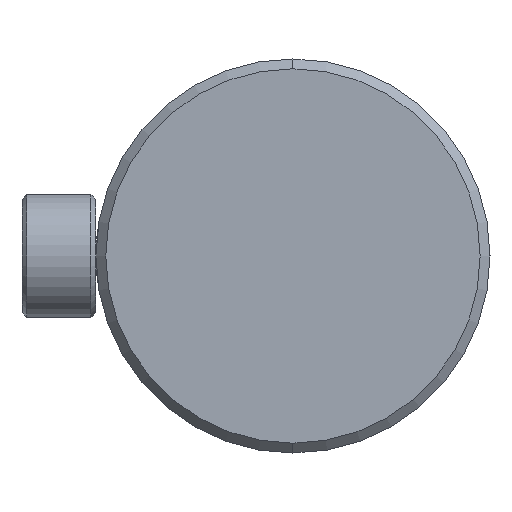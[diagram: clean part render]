
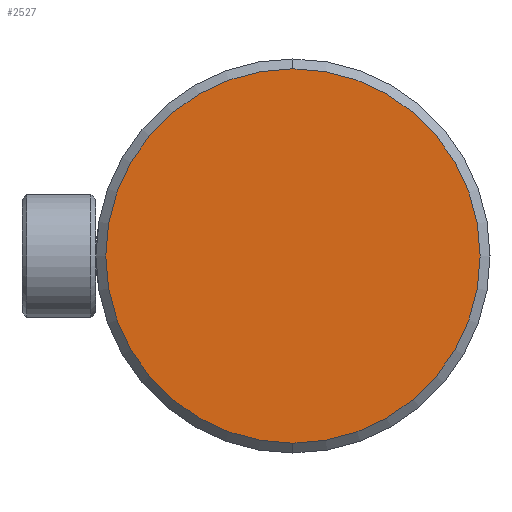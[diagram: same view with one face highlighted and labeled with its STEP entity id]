
A CAD part, left-side view. The second image highlights one B-rep face of the part: STEP entity #2527.
In plain terms, the highlighted planar face has unit normal (-1, 0, 0).
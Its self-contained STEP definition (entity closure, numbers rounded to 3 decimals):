
#358 = EDGE_LOOP ( 'NONE', ( #1702, #1107 ) ) ;
#644 = AXIS2_PLACEMENT_3D ( 'NONE', #3068, #2597, #2814 ) ;
#692 = CIRCLE ( 'NONE', #644, 38. ) ;
#894 = CARTESIAN_POINT ( 'NONE',  ( -15., 0., 38. ) ) ;
#1040 = VERTEX_POINT ( 'NONE', #894 ) ;
#1107 = ORIENTED_EDGE ( 'NONE', *, *, #1179, .F. ) ;
#1179 = EDGE_CURVE ( 'NONE', #1040, #1957, #3035, .T. ) ;
#1247 = DIRECTION ( 'NONE',  ( -1., 0., 0. ) ) ;
#1332 = FACE_OUTER_BOUND ( 'NONE', #358, .T. ) ;
#1652 = AXIS2_PLACEMENT_3D ( 'NONE', #2867, #1247, #2246 ) ;
#1661 = EDGE_CURVE ( 'NONE', #1957, #1040, #692, .T. ) ;
#1702 = ORIENTED_EDGE ( 'NONE', *, *, #1661, .F. ) ;
#1957 = VERTEX_POINT ( 'NONE', #2660 ) ;
#2107 = AXIS2_PLACEMENT_3D ( 'NONE', #2251, #2863, #2788 ) ;
#2246 = DIRECTION ( 'NONE',  ( 0., 0., 1. ) ) ;
#2251 = CARTESIAN_POINT ( 'NONE',  ( -15., 0., 0. ) ) ;
#2527 = ADVANCED_FACE ( 'NONE', ( #1332 ), #2873, .T. ) ;
#2597 = DIRECTION ( 'NONE',  ( 1., 0., 0. ) ) ;
#2660 = CARTESIAN_POINT ( 'NONE',  ( -15., 0., -38. ) ) ;
#2788 = DIRECTION ( 'NONE',  ( 0., 0., -1. ) ) ;
#2814 = DIRECTION ( 'NONE',  ( 0., 0., -1. ) ) ;
#2863 = DIRECTION ( 'NONE',  ( 1., 0., 0. ) ) ;
#2867 = CARTESIAN_POINT ( 'NONE',  ( -15., 0., 0. ) ) ;
#2873 = PLANE ( 'NONE',  #1652 ) ;
#3035 = CIRCLE ( 'NONE', #2107, 38. ) ;
#3068 = CARTESIAN_POINT ( 'NONE',  ( -15., 0., 0. ) ) ;
